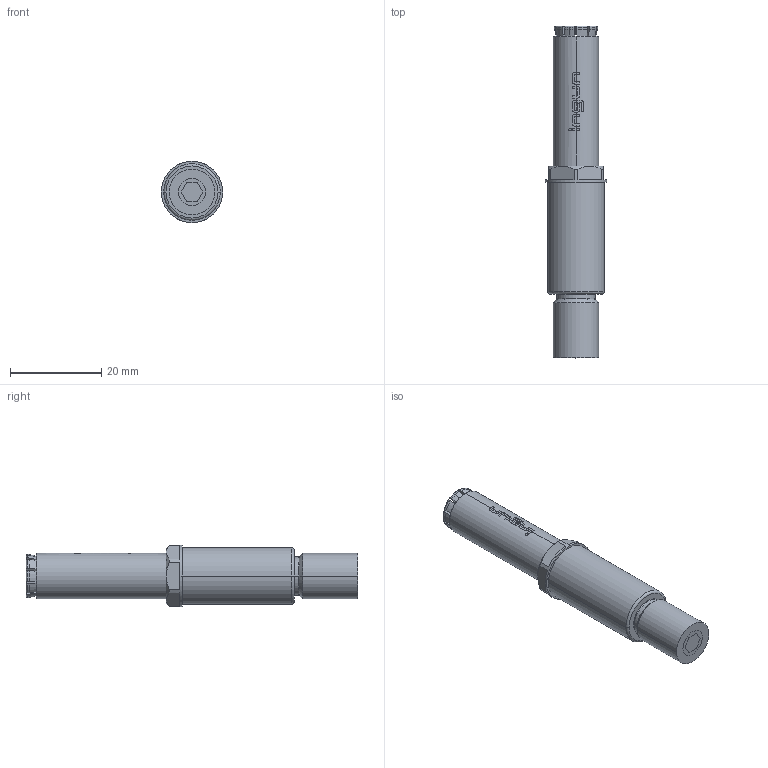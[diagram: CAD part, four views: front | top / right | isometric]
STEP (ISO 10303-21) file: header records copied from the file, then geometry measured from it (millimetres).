
FILE_DESCRIPTION (( 'STEP AP203' ), '1' );
FILE_NAME ('INGUN_HKR-672_500_130_S_xxx04_M.STEP', '2023-01-18T12:21:37', ( '' ), ( '' ), 'SwSTEP 2.0', 'SolidWorks 2021', '' );
FILE_SCHEMA (( 'CONFIG_CONTROL_DESIGN' ));
Length unit declared in the file: millimetre
Products named in the file (1): INGUN_HKR-672_500_130_S_xxx04_M
Bounding box: 13.4 x 72.7 x 13.4 mm (x, y, z)
Volume: 6112.8 mm3; surface area: 4387.3 mm2
Topology: 1 solids, 1 shells, 265 faces, 800 edges, 527 vertices
Faces by surface type: plane 99, torus 56, cylinder 54, cone 34, bspline 22
Entity records: 9876 total; most frequent: CARTESIAN_POINT 2801, ORIENTED_EDGE 1600, DIRECTION 1369, EDGE_CURVE 800, AXIS2_PLACEMENT_3D 551, VERTEX_POINT 527, CIRCLE 307, EDGE_LOOP 275
